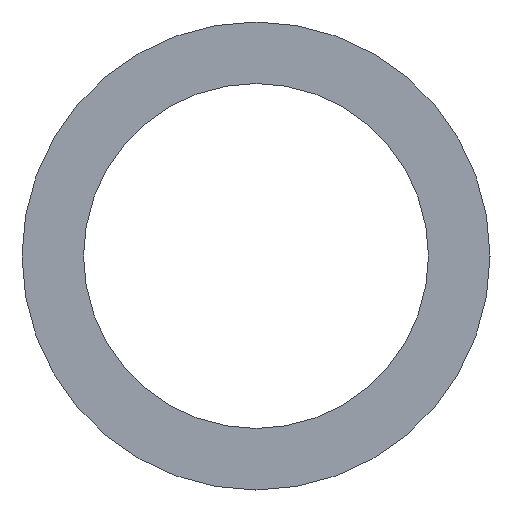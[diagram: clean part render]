
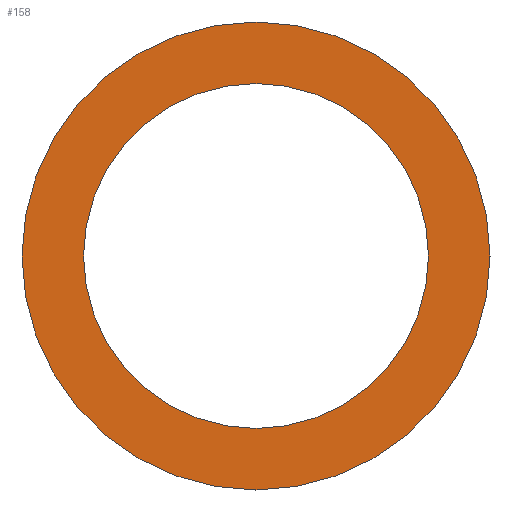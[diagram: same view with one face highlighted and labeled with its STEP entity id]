
A CAD part, left-side view. The second image highlights one B-rep face of the part: STEP entity #158.
In plain terms, the highlighted planar face has unit normal (-1, 0, 0).
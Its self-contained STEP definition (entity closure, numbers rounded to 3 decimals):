
#24=ORIENTED_EDGE('',*,*,#40,.F.);
#25=ORIENTED_EDGE('',*,*,#41,.T.);
#40=EDGE_CURVE('',#48,#48,#56,.T.);
#41=EDGE_CURVE('',#49,#49,#57,.T.);
#48=VERTEX_POINT('',#224);
#49=VERTEX_POINT('',#226);
#56=CIRCLE('',#172,4.85);
#57=CIRCLE('',#173,6.58);
#64=EDGE_LOOP('',(#24));
#65=EDGE_LOOP('',(#25));
#80=FACE_BOUND('',#64,.T.);
#81=FACE_BOUND('',#65,.T.);
#96=PLANE('',#171);
#158=ADVANCED_FACE('',(#80,#81),#96,.F.);
#171=AXIS2_PLACEMENT_3D('',#222,#189,#190);
#172=AXIS2_PLACEMENT_3D('',#223,#191,#192);
#173=AXIS2_PLACEMENT_3D('',#225,#193,#194);
#189=DIRECTION('',(1.,0.,0.));
#190=DIRECTION('',(0.,0.,-1.));
#191=DIRECTION('',(-1.,0.,0.));
#192=DIRECTION('',(0.,0.,1.));
#193=DIRECTION('',(-1.,0.,0.));
#194=DIRECTION('',(0.,0.,1.));
#222=CARTESIAN_POINT('',(0.,0.,6.58));
#223=CARTESIAN_POINT('',(0.,0.,0.));
#224=CARTESIAN_POINT('',(0.,0.,4.85));
#225=CARTESIAN_POINT('',(0.,0.,0.));
#226=CARTESIAN_POINT('',(0.,0.,6.58));
